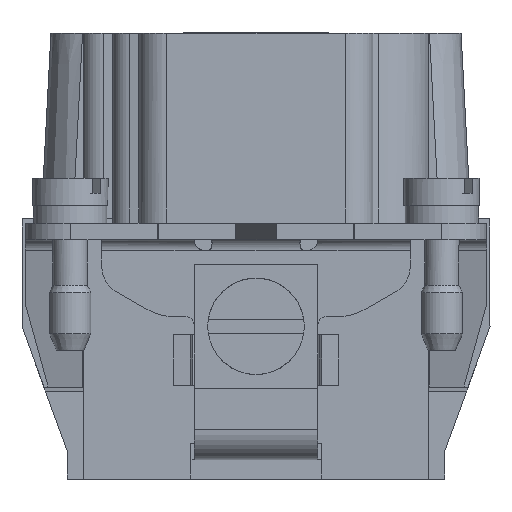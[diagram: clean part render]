
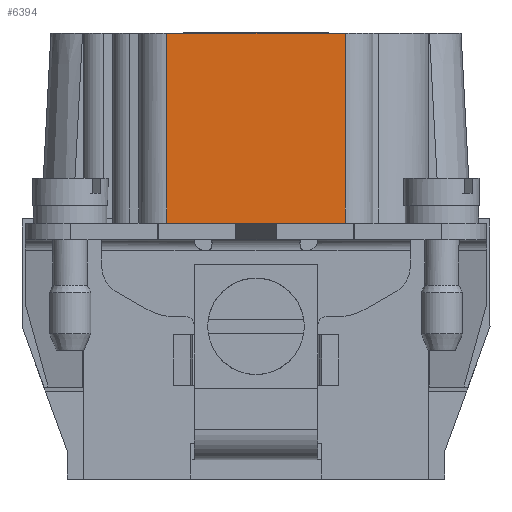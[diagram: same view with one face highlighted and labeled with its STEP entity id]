
A CAD part, left-side view. The second image highlights one B-rep face of the part: STEP entity #6394.
In plain terms, the highlighted planar face has unit normal (-1, 0, 0).
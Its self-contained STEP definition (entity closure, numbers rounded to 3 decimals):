
#5204=FACE_OUTER_BOUND('',#9118,.T.);
#6394=ADVANCED_FACE('',(#5204),#7613,.T.);
#7613=PLANE('',#30239);
#9118=EDGE_LOOP('',(#11836,#11837,#11838,#11839));
#11836=ORIENTED_EDGE('',*,*,#20266,.F.);
#11837=ORIENTED_EDGE('',*,*,#20265,.T.);
#11838=ORIENTED_EDGE('',*,*,#19564,.F.);
#11839=ORIENTED_EDGE('',*,*,#20267,.T.);
#17285=VERTEX_POINT('',#38792);
#17304=VERTEX_POINT('',#38829);
#17805=VERTEX_POINT('',#40334);
#17806=VERTEX_POINT('',#40339);
#19564=EDGE_CURVE('',#17304,#17285,#24199,.T.);
#20265=EDGE_CURVE('',#17805,#17285,#24784,.T.);
#20266=EDGE_CURVE('',#17805,#17806,#24785,.T.);
#20267=EDGE_CURVE('',#17304,#17806,#24786,.T.);
#24199=LINE('',#38830,#26631);
#24784=LINE('',#40336,#27216);
#24785=LINE('',#40338,#27217);
#24786=LINE('',#40340,#27218);
#26631=VECTOR('',#32070,1.);
#27216=VECTOR('',#33363,1.);
#27217=VECTOR('',#33366,1.);
#27218=VECTOR('',#33367,1.);
#30239=AXIS2_PLACEMENT_3D('',#40341,#33368,#33369);
#32070=DIRECTION('',(0.,1.,0.));
#33363=DIRECTION('',(0.,0.,-1.));
#33366=DIRECTION('',(0.,-1.,0.));
#33367=DIRECTION('',(0.,0.,1.));
#33368=DIRECTION('',(-1.,0.,0.));
#33369=DIRECTION('',(0.,1.,0.));
#38792=CARTESIAN_POINT('',(-32.,6.5,1.2));
#38829=CARTESIAN_POINT('',(-32.,-6.5,1.2));
#38830=CARTESIAN_POINT('',(-32.,-6.5,1.2));
#40334=CARTESIAN_POINT('',(-32.,6.5,15.));
#40336=CARTESIAN_POINT('',(-32.,6.5,15.));
#40338=CARTESIAN_POINT('',(-32.,6.5,15.));
#40339=CARTESIAN_POINT('',(-32.,-6.5,15.));
#40340=CARTESIAN_POINT('',(-32.,-6.5,1.2));
#40341=CARTESIAN_POINT('',(-32.,-6.5,15.));
